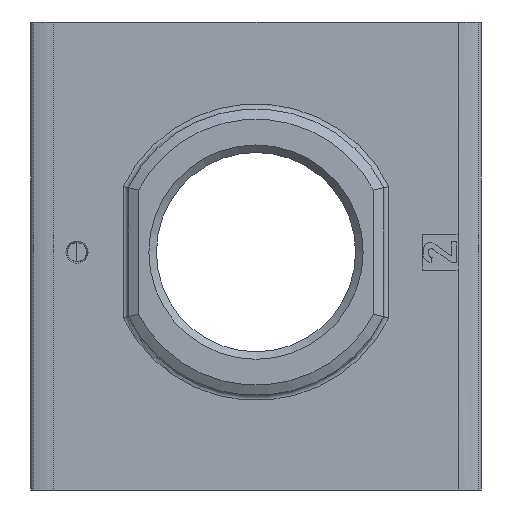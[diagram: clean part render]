
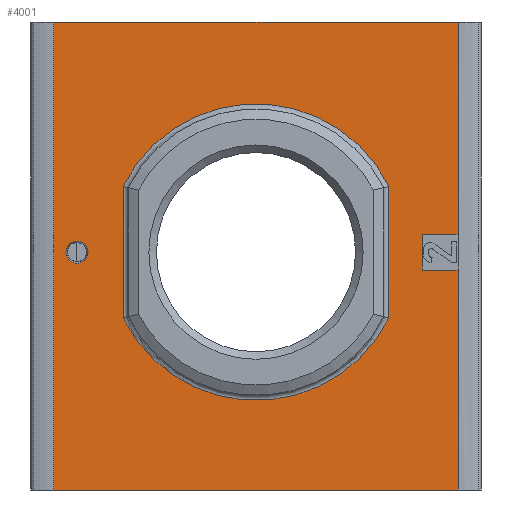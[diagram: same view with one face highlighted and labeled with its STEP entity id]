
A CAD part, left-side view. The second image highlights one B-rep face of the part: STEP entity #4001.
In plain terms, the highlighted planar face has unit normal (-1, 0, 0).
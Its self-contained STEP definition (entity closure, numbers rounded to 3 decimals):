
#363=LINE('',#6359,#774);
#364=LINE('',#6364,#775);
#365=LINE('',#6367,#776);
#366=LINE('',#6370,#777);
#367=LINE('',#6372,#778);
#368=LINE('',#6374,#779);
#369=LINE('',#6376,#780);
#370=LINE('',#6378,#781);
#371=LINE('',#6380,#782);
#372=LINE('',#6382,#783);
#774=VECTOR('',#5144,1000.);
#775=VECTOR('',#5147,1000.);
#776=VECTOR('',#5150,1000.);
#777=VECTOR('',#5151,1000.);
#778=VECTOR('',#5152,1000.);
#779=VECTOR('',#5153,1000.);
#780=VECTOR('',#5154,1000.);
#781=VECTOR('',#5155,1000.);
#782=VECTOR('',#5156,1000.);
#783=VECTOR('',#5157,1000.);
#1567=ORIENTED_EDGE('',*,*,#2414,.T.);
#1568=ORIENTED_EDGE('',*,*,#2415,.T.);
#1569=ORIENTED_EDGE('',*,*,#2416,.T.);
#1570=ORIENTED_EDGE('',*,*,#2417,.F.);
#1571=ORIENTED_EDGE('',*,*,#2418,.T.);
#1572=ORIENTED_EDGE('',*,*,#2419,.T.);
#1573=ORIENTED_EDGE('',*,*,#2420,.T.);
#1574=ORIENTED_EDGE('',*,*,#2421,.T.);
#1575=ORIENTED_EDGE('',*,*,#2422,.F.);
#1576=ORIENTED_EDGE('',*,*,#2423,.F.);
#1577=ORIENTED_EDGE('',*,*,#2424,.T.);
#1578=ORIENTED_EDGE('',*,*,#2425,.T.);
#1579=ORIENTED_EDGE('',*,*,#2426,.F.);
#2414=EDGE_CURVE('',#2888,#2888,#3138,.T.);
#2415=EDGE_CURVE('',#2889,#2890,#363,.T.);
#2416=EDGE_CURVE('',#2890,#2891,#3139,.T.);
#2417=EDGE_CURVE('',#2892,#2891,#364,.T.);
#2418=EDGE_CURVE('',#2892,#2889,#3140,.T.);
#2419=EDGE_CURVE('',#2893,#2894,#365,.T.);
#2420=EDGE_CURVE('',#2894,#2895,#366,.T.);
#2421=EDGE_CURVE('',#2895,#2896,#367,.T.);
#2422=EDGE_CURVE('',#2897,#2896,#368,.T.);
#2423=EDGE_CURVE('',#2898,#2897,#369,.T.);
#2424=EDGE_CURVE('',#2898,#2899,#370,.T.);
#2425=EDGE_CURVE('',#2899,#2900,#371,.T.);
#2426=EDGE_CURVE('',#2893,#2900,#372,.T.);
#2888=VERTEX_POINT('',#6358);
#2889=VERTEX_POINT('',#6360);
#2890=VERTEX_POINT('',#6361);
#2891=VERTEX_POINT('',#6363);
#2892=VERTEX_POINT('',#6365);
#2893=VERTEX_POINT('',#6368);
#2894=VERTEX_POINT('',#6369);
#2895=VERTEX_POINT('',#6371);
#2896=VERTEX_POINT('',#6373);
#2897=VERTEX_POINT('',#6375);
#2898=VERTEX_POINT('',#6377);
#2899=VERTEX_POINT('',#6379);
#2900=VERTEX_POINT('',#6381);
#3138=CIRCLE('',#4341,2.168);
#3139=CIRCLE('',#4342,29.);
#3140=CIRCLE('',#4343,29.);
#3353=EDGE_LOOP('',(#1567));
#3354=EDGE_LOOP('',(#1568,#1569,#1570,#1571));
#3355=EDGE_LOOP('',(#1572,#1573,#1574,#1575,#1576,#1577,#1578,#1579));
#3613=FACE_BOUND('',#3353,.T.);
#3614=FACE_BOUND('',#3354,.T.);
#3615=FACE_BOUND('',#3355,.T.);
#3815=PLANE('',#4340);
#4001=ADVANCED_FACE('',(#3613,#3614,#3615),#3815,.F.);
#4340=AXIS2_PLACEMENT_3D('',#6356,#5140,#5141);
#4341=AXIS2_PLACEMENT_3D('',#6357,#5142,#5143);
#4342=AXIS2_PLACEMENT_3D('',#6362,#5145,#5146);
#4343=AXIS2_PLACEMENT_3D('',#6366,#5148,#5149);
#5140=DIRECTION('',(1.,0.,0.));
#5141=DIRECTION('',(0.,0.,-1.));
#5142=DIRECTION('',(1.,0.,0.));
#5143=DIRECTION('',(0.,0.,-1.));
#5144=DIRECTION('',(0.,-1.,0.));
#5145=DIRECTION('',(1.,0.,0.));
#5146=DIRECTION('',(0.,0.,-1.));
#5147=DIRECTION('',(0.,-1.,0.));
#5148=DIRECTION('',(1.,0.,0.));
#5149=DIRECTION('',(0.,0.,-1.));
#5150=DIRECTION('',(0.,0.,-1.));
#5151=DIRECTION('',(0.,1.,0.));
#5152=DIRECTION('',(0.,0.,1.));
#5153=DIRECTION('',(0.,-1.,0.));
#5154=DIRECTION('',(0.,0.,1.));
#5155=DIRECTION('',(0.,-1.,0.));
#5156=DIRECTION('',(0.,0.,1.));
#5157=DIRECTION('',(0.,-1.,0.));
#6356=CARTESIAN_POINT('',(-4.,45.75,-39.5));
#6357=CARTESIAN_POINT('',(-4.,0.75,-35.));
#6358=CARTESIAN_POINT('',(-4.,0.75,-37.168));
#6359=CARTESIAN_POINT('',(-4.,30.,26.));
#6360=CARTESIAN_POINT('',(-4.,13.595,26.));
#6361=CARTESIAN_POINT('',(-4.,-12.095,26.));
#6362=CARTESIAN_POINT('',(-4.,0.75,0.));
#6363=CARTESIAN_POINT('',(-4.,-12.095,-26.));
#6364=CARTESIAN_POINT('',(-4.,30.,-26.));
#6365=CARTESIAN_POINT('',(-4.,13.595,-26.));
#6366=CARTESIAN_POINT('',(-4.,0.75,0.));
#6367=CARTESIAN_POINT('',(-4.,-2.75,39.5));
#6368=CARTESIAN_POINT('',(-4.,-2.75,39.5));
#6369=CARTESIAN_POINT('',(-4.,-2.75,32.5));
#6370=CARTESIAN_POINT('',(-4.,-2.75,32.5));
#6371=CARTESIAN_POINT('',(-4.,4.25,32.5));
#6372=CARTESIAN_POINT('',(-4.,4.25,32.5));
#6373=CARTESIAN_POINT('',(-4.,4.25,39.5));
#6374=CARTESIAN_POINT('',(-4.,45.75,39.5));
#6375=CARTESIAN_POINT('',(-4.,45.75,39.5));
#6376=CARTESIAN_POINT('',(-4.,45.75,-39.5));
#6377=CARTESIAN_POINT('',(-4.,45.75,-39.5));
#6378=CARTESIAN_POINT('',(-4.,45.75,-39.5));
#6379=CARTESIAN_POINT('',(-4.,-45.75,-39.5));
#6380=CARTESIAN_POINT('',(-4.,-45.75,-39.5));
#6381=CARTESIAN_POINT('',(-4.,-45.75,39.5));
#6382=CARTESIAN_POINT('',(-4.,45.75,39.5));
